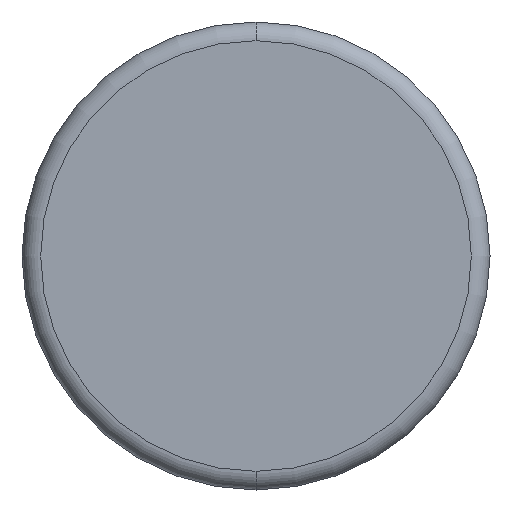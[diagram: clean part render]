
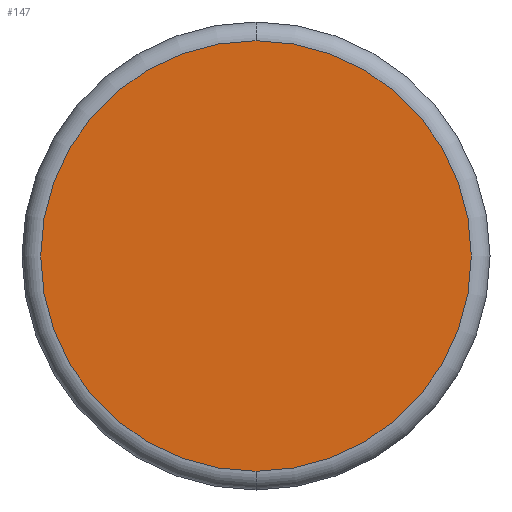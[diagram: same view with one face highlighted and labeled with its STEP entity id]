
A CAD part, front view. The second image highlights one B-rep face of the part: STEP entity #147.
In plain terms, the highlighted planar face has unit normal (0, -1, 0).
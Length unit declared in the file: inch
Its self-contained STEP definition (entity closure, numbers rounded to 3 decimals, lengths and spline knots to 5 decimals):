
#8 = ORIENTED_EDGE ( 'NONE', *, *, #335, .T. ) ;
#22 = DIRECTION ( 'NONE',  ( 0., 0., -1. ) ) ;
#45 = VERTEX_POINT ( 'NONE', #189 ) ;
#66 = AXIS2_PLACEMENT_3D ( 'NONE', #89, #153, #22 ) ;
#67 = DIRECTION ( 'NONE',  ( 0., 0., -1. ) ) ;
#72 = DIRECTION ( 'NONE',  ( 0., 0., -1. ) ) ;
#89 = CARTESIAN_POINT ( 'NONE',  ( 0., 0., 0. ) ) ;
#101 = VERTEX_POINT ( 'NONE', #107 ) ;
#102 = CARTESIAN_POINT ( 'NONE',  ( 0., 0., 0. ) ) ;
#104 = PLANE ( 'NONE',  #148 ) ;
#107 = CARTESIAN_POINT ( 'NONE',  ( 0., 0., 0.345 ) ) ;
#144 = FACE_OUTER_BOUND ( 'NONE', #349, .T. ) ;
#147 = ADVANCED_FACE ( 'NONE', ( #144 ), #104, .T. ) ;
#148 = AXIS2_PLACEMENT_3D ( 'NONE', #102, #348, #72 ) ;
#153 = DIRECTION ( 'NONE',  ( 0., -1., 0. ) ) ;
#171 = CARTESIAN_POINT ( 'NONE',  ( 0., 0., 0. ) ) ;
#189 = CARTESIAN_POINT ( 'NONE',  ( 0., 0., -0.345 ) ) ;
#197 = CIRCLE ( 'NONE', #224, 0.345 ) ;
#199 = ORIENTED_EDGE ( 'NONE', *, *, #395, .T. ) ;
#224 = AXIS2_PLACEMENT_3D ( 'NONE', #171, #297, #67 ) ;
#271 = CIRCLE ( 'NONE', #66, 0.345 ) ;
#297 = DIRECTION ( 'NONE',  ( 0., -1., 0. ) ) ;
#335 = EDGE_CURVE ( 'NONE', #101, #45, #271, .T. ) ;
#348 = DIRECTION ( 'NONE',  ( 0., -1., 0. ) ) ;
#349 = EDGE_LOOP ( 'NONE', ( #199, #8 ) ) ;
#395 = EDGE_CURVE ( 'NONE', #45, #101, #197, .T. ) ;
